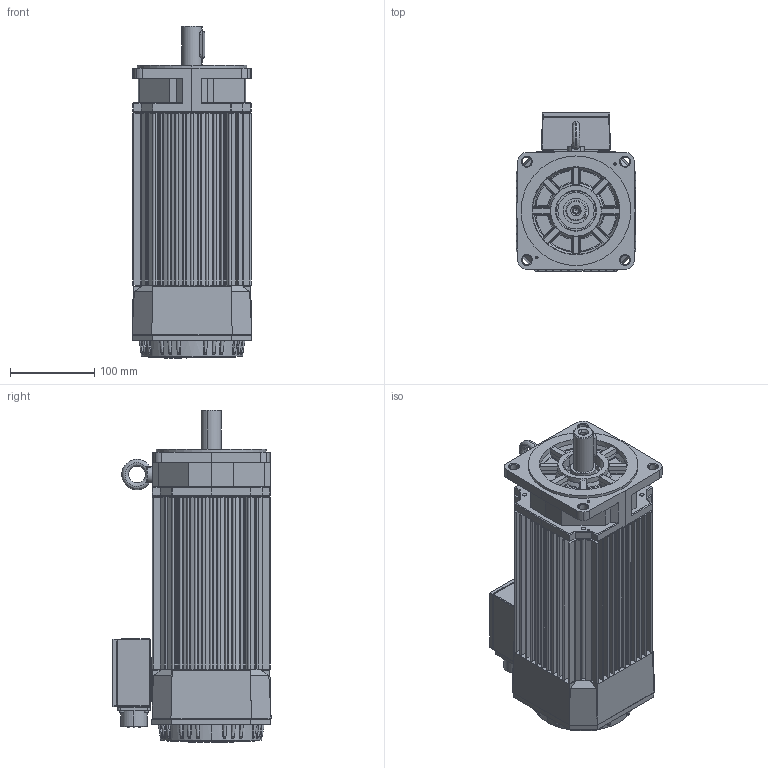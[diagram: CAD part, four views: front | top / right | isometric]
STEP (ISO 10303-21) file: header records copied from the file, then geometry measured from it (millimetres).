
FILE_DESCRIPTION((''),'2;1');
FILE_NAME('BL-144 - Basic.stp','2014-04-04T11:18:38',('arodrigo'),(''),'Autodesk Inventor 9','Autodesk Inventor 9','');
FILE_SCHEMA(('AUTOMOTIVE_DESIGN { 1 0 10303 214 1 1 1 1 }'));
Length unit declared in the file: millimetre
Products named in the file (1): Pieza4
Bounding box: 142.1 x 187.51 x 393.5 mm (x, y, z)
Volume: 5722688 mm3; surface area: 494792.3 mm2
Topology: 1 solids, 29 shells, 1948 faces, 4967 edges, 3115 vertices
Faces by surface type: plane 907, cylinder 532, bspline 263, cone 104, sphere 78, torus 64
Entity records: 66617 total; most frequent: CARTESIAN_POINT 20195, ORIENTED_EDGE 9752, DIRECTION 9722, EDGE_CURVE 4876, AXIS2_PLACEMENT_3D 3666, VERTEX_POINT 3094, VECTOR 2390, LINE 2390
